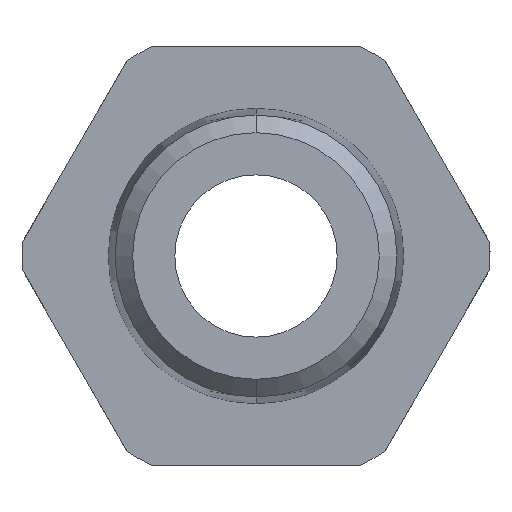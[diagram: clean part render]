
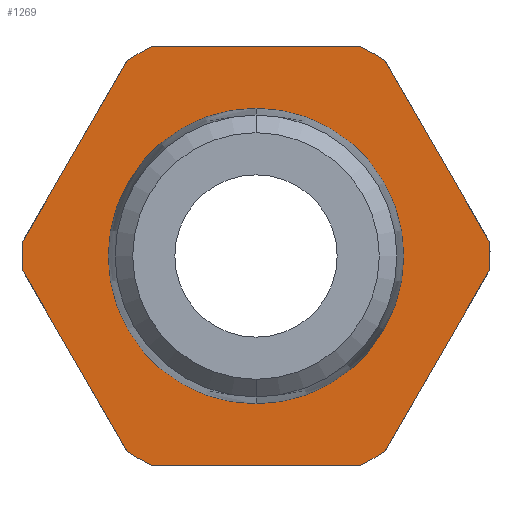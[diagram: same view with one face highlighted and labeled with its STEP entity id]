
A CAD part, front view. The second image highlights one B-rep face of the part: STEP entity #1269.
In plain terms, the highlighted planar face has unit normal (0, -1, 0).
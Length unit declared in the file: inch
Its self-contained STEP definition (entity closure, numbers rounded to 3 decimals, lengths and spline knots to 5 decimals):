
#1 = ORIENTED_EDGE ( 'NONE', *, *, #2061, .T. ) ;
#2 = VECTOR ( 'NONE', #2253, 39.37008 ) ;
#18 = ORIENTED_EDGE ( 'NONE', *, *, #2093, .F. ) ;
#29 = CARTESIAN_POINT ( 'NONE',  ( 0.53842, 0.54331, 0.032 ) ) ;
#47 = CIRCLE ( 'NONE', #725, 0.34055 ) ;
#50 = DIRECTION ( 'NONE',  ( -0.5, 0., -0.866 ) ) ;
#99 = VERTEX_POINT ( 'NONE', #1489 ) ;
#101 = ORIENTED_EDGE ( 'NONE', *, *, #232, .T. ) ;
#115 = ORIENTED_EDGE ( 'NONE', *, *, #1375, .F. ) ;
#122 = DIRECTION ( 'NONE',  ( -0.5, 0., 0.866 ) ) ;
#140 = LINE ( 'NONE', #729, #1083 ) ;
#185 = VERTEX_POINT ( 'NONE', #2206 ) ;
#192 = CARTESIAN_POINT ( 'NONE',  ( -0.2415, 0.54331, -0.48228 ) ) ;
#194 = CARTESIAN_POINT ( 'NONE',  ( 0., 0.54331, 0. ) ) ;
#208 = CARTESIAN_POINT ( 'NONE',  ( 0., 0.54331, 0. ) ) ;
#219 = AXIS2_PLACEMENT_3D ( 'NONE', #1563, #489, #1743 ) ;
#232 = EDGE_CURVE ( 'NONE', #574, #1972, #294, .T. ) ;
#241 = VERTEX_POINT ( 'NONE', #1367 ) ;
#265 = CARTESIAN_POINT ( 'NONE',  ( 0., 0.54331, 0. ) ) ;
#292 = DIRECTION ( 'NONE',  ( 1., 0., 0. ) ) ;
#294 = LINE ( 'NONE', #1183, #760 ) ;
#307 = CIRCLE ( 'NONE', #1064, 0.53937 ) ;
#342 = EDGE_CURVE ( 'NONE', #1813, #1706, #2240, .T. ) ;
#373 = DIRECTION ( 'NONE',  ( 0., 0., 1. ) ) ;
#380 = CARTESIAN_POINT ( 'NONE',  ( 0., 0.54331, 0. ) ) ;
#392 = DIRECTION ( 'NONE',  ( 0., 0., 1. ) ) ;
#436 = CIRCLE ( 'NONE', #1404, 0.34055 ) ;
#446 = DIRECTION ( 'NONE',  ( 0., 0., 1. ) ) ;
#454 = CARTESIAN_POINT ( 'NONE',  ( 0.29692, 0.54331, -0.45029 ) ) ;
#489 = DIRECTION ( 'NONE',  ( 0., 1., 0. ) ) ;
#500 = CARTESIAN_POINT ( 'NONE',  ( -0.53842, 0.54331, -0.032 ) ) ;
#513 = VERTEX_POINT ( 'NONE', #192 ) ;
#524 = CIRCLE ( 'NONE', #848, 0.53937 ) ;
#554 = DIRECTION ( 'NONE',  ( 0., 0., 1. ) ) ;
#574 = VERTEX_POINT ( 'NONE', #29 ) ;
#628 = VERTEX_POINT ( 'NONE', #1477 ) ;
#723 = DIRECTION ( 'NONE',  ( 0.5, 0., 0.866 ) ) ;
#725 = AXIS2_PLACEMENT_3D ( 'NONE', #194, #1439, #373 ) ;
#727 = VERTEX_POINT ( 'NONE', #454 ) ;
#729 = CARTESIAN_POINT ( 'NONE',  ( 0.29692, 0.54331, -0.45029 ) ) ;
#760 = VECTOR ( 'NONE', #122, 39.37008 ) ;
#762 = CARTESIAN_POINT ( 'NONE',  ( 0., 0.54331, 0. ) ) ;
#803 = VECTOR ( 'NONE', #292, 39.37008 ) ;
#820 = EDGE_CURVE ( 'NONE', #241, #1972, #1475, .T. ) ;
#829 = CARTESIAN_POINT ( 'NONE',  ( -0.43996, 0.54331, 0. ) ) ;
#837 = EDGE_CURVE ( 'NONE', #241, #1162, #943, .T. ) ;
#848 = AXIS2_PLACEMENT_3D ( 'NONE', #380, #1634, #554 ) ;
#853 = ORIENTED_EDGE ( 'NONE', *, *, #837, .T. ) ;
#910 = VECTOR ( 'NONE', #50, 39.37008 ) ;
#921 = AXIS2_PLACEMENT_3D ( 'NONE', #208, #1457, #392 ) ;
#943 = LINE ( 'NONE', #2087, #2 ) ;
#945 = DIRECTION ( 'NONE',  ( 0., 0., 1. ) ) ;
#966 = EDGE_CURVE ( 'NONE', #574, #185, #307, .T. ) ;
#983 = CARTESIAN_POINT ( 'NONE',  ( -0.2415, 0.54331, 0.48228 ) ) ;
#1011 = DIRECTION ( 'NONE',  ( 0., 0., -1. ) ) ;
#1032 = DIRECTION ( 'NONE',  ( 0., 1., 0. ) ) ;
#1064 = AXIS2_PLACEMENT_3D ( 'NONE', #1067, #2302, #1241 ) ;
#1067 = CARTESIAN_POINT ( 'NONE',  ( 0., 0.54331, 0. ) ) ;
#1083 = VECTOR ( 'NONE', #723, 39.37008 ) ;
#1084 = ORIENTED_EDGE ( 'NONE', *, *, #342, .T. ) ;
#1085 = ORIENTED_EDGE ( 'NONE', *, *, #820, .F. ) ;
#1086 = CIRCLE ( 'NONE', #2251, 0.53937 ) ;
#1101 = VERTEX_POINT ( 'NONE', #1257 ) ;
#1114 = EDGE_CURVE ( 'NONE', #2117, #1162, #1086, .T. ) ;
#1162 = VERTEX_POINT ( 'NONE', #983 ) ;
#1183 = CARTESIAN_POINT ( 'NONE',  ( 0.53842, 0.54331, 0.032 ) ) ;
#1194 = ORIENTED_EDGE ( 'NONE', *, *, #1545, .F. ) ;
#1220 = FACE_BOUND ( 'NONE', #1440, .T. ) ;
#1236 = EDGE_CURVE ( 'NONE', #513, #1101, #1273, .T. ) ;
#1241 = DIRECTION ( 'NONE',  ( 0., 0., 1. ) ) ;
#1245 = ORIENTED_EDGE ( 'NONE', *, *, #1236, .T. ) ;
#1247 = CIRCLE ( 'NONE', #921, 0.53937 ) ;
#1257 = CARTESIAN_POINT ( 'NONE',  ( 0.2415, 0.54331, -0.48228 ) ) ;
#1268 = CARTESIAN_POINT ( 'NONE',  ( 0.29692, 0.54331, 0.45029 ) ) ;
#1269 = ADVANCED_FACE ( 'NONE', ( #1220, #1760 ), #1724, .T. ) ;
#1271 = ORIENTED_EDGE ( 'NONE', *, *, #1956, .T. ) ;
#1272 = CARTESIAN_POINT ( 'NONE',  ( 0., 0.54331, -0.34055 ) ) ;
#1273 = LINE ( 'NONE', #1717, #803 ) ;
#1291 = VECTOR ( 'NONE', #1923, 39.37008 ) ;
#1367 = CARTESIAN_POINT ( 'NONE',  ( 0.2415, 0.54331, 0.48228 ) ) ;
#1375 = EDGE_CURVE ( 'NONE', #513, #1706, #1644, .T. ) ;
#1376 = AXIS2_PLACEMENT_3D ( 'NONE', #829, #2080, #1011 ) ;
#1389 = LINE ( 'NONE', #1822, #910 ) ;
#1404 = AXIS2_PLACEMENT_3D ( 'NONE', #762, #2015, #945 ) ;
#1439 = DIRECTION ( 'NONE',  ( 0., -1., 0. ) ) ;
#1440 = EDGE_LOOP ( 'NONE', ( #1194, #18 ) ) ;
#1457 = DIRECTION ( 'NONE',  ( 0., 1., 0. ) ) ;
#1463 = ORIENTED_EDGE ( 'NONE', *, *, #966, .F. ) ;
#1475 = CIRCLE ( 'NONE', #219, 0.53937 ) ;
#1477 = CARTESIAN_POINT ( 'NONE',  ( 0., 0.54331, 0.34055 ) ) ;
#1489 = CARTESIAN_POINT ( 'NONE',  ( -0.53842, 0.54331, 0.032 ) ) ;
#1520 = DIRECTION ( 'NONE',  ( 0., 1., 0. ) ) ;
#1540 = EDGE_LOOP ( 'NONE', ( #1084, #115, #1245, #2210, #1271, #1463, #101, #1085, #853, #2065, #1, #1616 ) ) ;
#1545 = EDGE_CURVE ( 'NONE', #628, #1643, #47, .T. ) ;
#1563 = CARTESIAN_POINT ( 'NONE',  ( 0., 0.54331, 0. ) ) ;
#1606 = CARTESIAN_POINT ( 'NONE',  ( -0.53842, 0.54331, -0.032 ) ) ;
#1607 = EDGE_CURVE ( 'NONE', #727, #1101, #524, .T. ) ;
#1616 = ORIENTED_EDGE ( 'NONE', *, *, #1994, .F. ) ;
#1634 = DIRECTION ( 'NONE',  ( 0., 1., 0. ) ) ;
#1643 = VERTEX_POINT ( 'NONE', #1272 ) ;
#1644 = CIRCLE ( 'NONE', #1971, 0.53937 ) ;
#1706 = VERTEX_POINT ( 'NONE', #1910 ) ;
#1717 = CARTESIAN_POINT ( 'NONE',  ( -0.43996, 0.54331, -0.48228 ) ) ;
#1724 = PLANE ( 'NONE',  #1376 ) ;
#1743 = DIRECTION ( 'NONE',  ( 0., 0., 1. ) ) ;
#1760 = FACE_OUTER_BOUND ( 'NONE', #1540, .T. ) ;
#1813 = VERTEX_POINT ( 'NONE', #1606 ) ;
#1822 = CARTESIAN_POINT ( 'NONE',  ( -0.29692, 0.54331, 0.45029 ) ) ;
#1840 = CARTESIAN_POINT ( 'NONE',  ( -0.29692, 0.54331, 0.45029 ) ) ;
#1910 = CARTESIAN_POINT ( 'NONE',  ( -0.29692, 0.54331, -0.45029 ) ) ;
#1923 = DIRECTION ( 'NONE',  ( 0.5, 0., -0.866 ) ) ;
#1956 = EDGE_CURVE ( 'NONE', #727, #185, #140, .T. ) ;
#1971 = AXIS2_PLACEMENT_3D ( 'NONE', #2099, #1032, #2267 ) ;
#1972 = VERTEX_POINT ( 'NONE', #1268 ) ;
#1994 = EDGE_CURVE ( 'NONE', #1813, #99, #1247, .T. ) ;
#2015 = DIRECTION ( 'NONE',  ( 0., -1., 0. ) ) ;
#2061 = EDGE_CURVE ( 'NONE', #2117, #99, #1389, .T. ) ;
#2065 = ORIENTED_EDGE ( 'NONE', *, *, #1114, .F. ) ;
#2080 = DIRECTION ( 'NONE',  ( 0., -1., 0. ) ) ;
#2087 = CARTESIAN_POINT ( 'NONE',  ( -0.43996, 0.54331, 0.48228 ) ) ;
#2093 = EDGE_CURVE ( 'NONE', #1643, #628, #436, .T. ) ;
#2099 = CARTESIAN_POINT ( 'NONE',  ( 0., 0.54331, 0. ) ) ;
#2117 = VERTEX_POINT ( 'NONE', #1840 ) ;
#2206 = CARTESIAN_POINT ( 'NONE',  ( 0.53842, 0.54331, -0.032 ) ) ;
#2210 = ORIENTED_EDGE ( 'NONE', *, *, #1607, .F. ) ;
#2240 = LINE ( 'NONE', #500, #1291 ) ;
#2251 = AXIS2_PLACEMENT_3D ( 'NONE', #265, #1520, #446 ) ;
#2253 = DIRECTION ( 'NONE',  ( -1., 0., 0. ) ) ;
#2267 = DIRECTION ( 'NONE',  ( 0., 0., 1. ) ) ;
#2302 = DIRECTION ( 'NONE',  ( 0., 1., 0. ) ) ;
